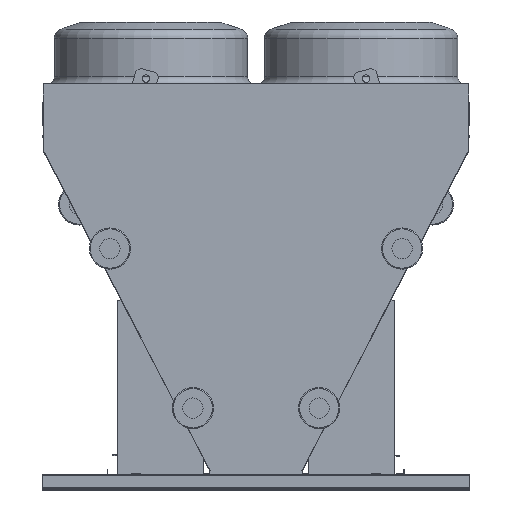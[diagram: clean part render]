
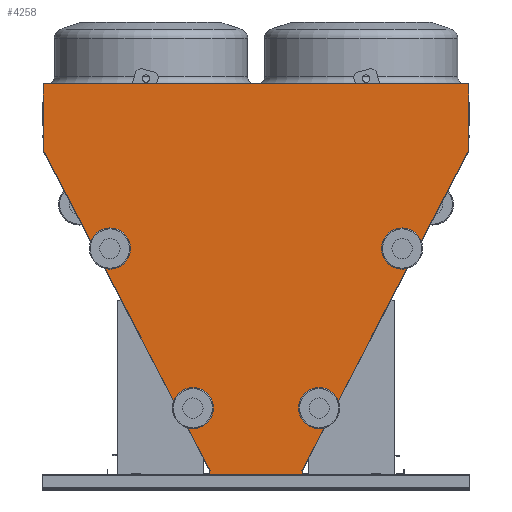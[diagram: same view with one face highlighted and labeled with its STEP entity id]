
A CAD part, top view. The second image highlights one B-rep face of the part: STEP entity #4258.
In plain terms, the highlighted planar face has unit normal (0, 0, 1).
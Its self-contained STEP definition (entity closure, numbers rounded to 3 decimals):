
#82 = EDGE_CURVE ( 'NONE', #11471, #10901, #3641, .T. ) ;
#145 = ORIENTED_EDGE ( 'NONE', *, *, #7537, .T. ) ;
#181 = LINE ( 'NONE', #1623, #9978 ) ;
#417 = LINE ( 'NONE', #747, #3148 ) ;
#538 = CARTESIAN_POINT ( 'NONE',  ( -279.893, 1.482, 0. ) ) ;
#609 = CARTESIAN_POINT ( 'NONE',  ( 279.893, 0., 0. ) ) ;
#646 = CARTESIAN_POINT ( 'NONE',  ( -245.403, 20.223, 0. ) ) ;
#649 = EDGE_CURVE ( 'NONE', #3446, #4415, #12197, .T. ) ;
#708 = VERTEX_POINT ( 'NONE', #907 ) ;
#747 = CARTESIAN_POINT ( 'NONE',  ( -279.893, 0., 0. ) ) ;
#861 = CARTESIAN_POINT ( 'NONE',  ( -1136.282, 2083.62, 0. ) ) ;
#869 = CARTESIAN_POINT ( 'NONE',  ( 245.39, 20.232, 0. ) ) ;
#907 = CARTESIAN_POINT ( 'NONE',  ( -246.893, 1.482, 0. ) ) ;
#1115 = ORIENTED_EDGE ( 'NONE', *, *, #3584, .T. ) ;
#1386 = LINE ( 'NONE', #14320, #11100 ) ;
#1425 = AXIS2_PLACEMENT_3D ( 'NONE', #13489, #2225, #11030 ) ;
#1498 = CARTESIAN_POINT ( 'NONE',  ( 246.893, 17.358, 0. ) ) ;
#1623 = CARTESIAN_POINT ( 'NONE',  ( -1127.739, 1711.053, 0. ) ) ;
#1683 = CARTESIAN_POINT ( 'NONE',  ( 1136.15, 2083.62, 0. ) ) ;
#1718 = CARTESIAN_POINT ( 'NONE',  ( -1127.739, 1711.053, 0. ) ) ;
#2033 = EDGE_CURVE ( 'NONE', #11503, #11298, #2787, .T. ) ;
#2225 = DIRECTION ( 'NONE',  ( 0., 0., -1. ) ) ;
#2266 = VERTEX_POINT ( 'NONE', #13379 ) ;
#2443 = ORIENTED_EDGE ( 'NONE', *, *, #13925, .T. ) ;
#2787 = LINE ( 'NONE', #11209, #9056 ) ;
#2812 = CARTESIAN_POINT ( 'NONE',  ( -1136.282, 2083.62, 0. ) ) ;
#3008 = ORIENTED_EDGE ( 'NONE', *, *, #8062, .T. ) ;
#3035 = VECTOR ( 'NONE', #9082, 1000. ) ;
#3148 = VECTOR ( 'NONE', #3452, 1000. ) ;
#3232 = VECTOR ( 'NONE', #4346, 1000. ) ;
#3446 = VERTEX_POINT ( 'NONE', #646 ) ;
#3452 = DIRECTION ( 'NONE',  ( 0., -1., 0. ) ) ;
#3560 = DIRECTION ( 'NONE',  ( -1., 0., 0. ) ) ;
#3584 = EDGE_CURVE ( 'NONE', #7036, #11471, #5513, .T. ) ;
#3641 = LINE ( 'NONE', #1718, #3232 ) ;
#3842 = CARTESIAN_POINT ( 'NONE',  ( 279.893, 0., 0. ) ) ;
#3862 = ORIENTED_EDGE ( 'NONE', *, *, #13612, .T. ) ;
#4098 = EDGE_CURVE ( 'NONE', #4128, #4713, #4718, .T. ) ;
#4128 = VERTEX_POINT ( 'NONE', #5781 ) ;
#4204 = EDGE_CURVE ( 'NONE', #9278, #8374, #417, .T. ) ;
#4258 = ADVANCED_FACE ( 'NONE', ( #7239 ), #9764, .F. ) ;
#4346 = DIRECTION ( 'NONE',  ( 0.462, -0.887, 0. ) ) ;
#4410 = CARTESIAN_POINT ( 'NONE',  ( 1127.607, 1711.053, 0. ) ) ;
#4415 = VERTEX_POINT ( 'NONE', #12548 ) ;
#4530 = VERTEX_POINT ( 'NONE', #15192 ) ;
#4537 = DIRECTION ( 'NONE',  ( 0., 1., 0. ) ) ;
#4685 = LINE ( 'NONE', #861, #16370 ) ;
#4712 = EDGE_CURVE ( 'NONE', #4911, #4530, #11720, .T. ) ;
#4713 = VERTEX_POINT ( 'NONE', #1683 ) ;
#4718 = LINE ( 'NONE', #8249, #14300 ) ;
#4807 = EDGE_CURVE ( 'NONE', #4713, #7036, #4685, .T. ) ;
#4911 = VERTEX_POINT ( 'NONE', #4954 ) ;
#4954 = CARTESIAN_POINT ( 'NONE',  ( 279.893, 1.482, 0. ) ) ;
#5103 = ORIENTED_EDGE ( 'NONE', *, *, #649, .T. ) ;
#5116 = EDGE_LOOP ( 'NONE', ( #1115, #7398, #15123, #9102, #5103, #145, #5464, #13674, #9089, #10412, #12731, #13651, #2443, #3008, #9143, #3862, #11101, #6871 ) ) ;
#5240 = VECTOR ( 'NONE', #8281, 1000. ) ;
#5327 = EDGE_CURVE ( 'NONE', #14998, #4911, #8571, .T. ) ;
#5333 = DIRECTION ( 'NONE',  ( -1., 0., 0. ) ) ;
#5464 = ORIENTED_EDGE ( 'NONE', *, *, #8383, .T. ) ;
#5492 = DIRECTION ( 'NONE',  ( 0.887, 0.462, 0. ) ) ;
#5513 = LINE ( 'NONE', #13560, #8456 ) ;
#5578 = DIRECTION ( 'NONE',  ( 1., 0., 0. ) ) ;
#5628 = LINE ( 'NONE', #11802, #14785 ) ;
#5781 = CARTESIAN_POINT ( 'NONE',  ( 1136.15, 1727.462, 0. ) ) ;
#5859 = EDGE_CURVE ( 'NONE', #8374, #14998, #5628, .T. ) ;
#5860 = EDGE_CURVE ( 'NONE', #4530, #14867, #1386, .T. ) ;
#5878 = CARTESIAN_POINT ( 'NONE',  ( -246.893, 17.358, 0. ) ) ;
#6871 = ORIENTED_EDGE ( 'NONE', *, *, #4807, .T. ) ;
#7036 = VERTEX_POINT ( 'NONE', #2812 ) ;
#7239 = FACE_OUTER_BOUND ( 'NONE', #5116, .T. ) ;
#7316 = CARTESIAN_POINT ( 'NONE',  ( 246.893, 17.358, 0. ) ) ;
#7398 = ORIENTED_EDGE ( 'NONE', *, *, #82, .T. ) ;
#7537 = EDGE_CURVE ( 'NONE', #4415, #708, #16260, .T. ) ;
#7801 = CARTESIAN_POINT ( 'NONE',  ( -279.893, 0., 0. ) ) ;
#8062 = EDGE_CURVE ( 'NONE', #2266, #11503, #9638, .T. ) ;
#8249 = CARTESIAN_POINT ( 'NONE',  ( 1136.15, 2083.62, 0. ) ) ;
#8271 = VECTOR ( 'NONE', #5333, 1000. ) ;
#8281 = DIRECTION ( 'NONE',  ( 0., 1., 0. ) ) ;
#8374 = VERTEX_POINT ( 'NONE', #7801 ) ;
#8383 = EDGE_CURVE ( 'NONE', #708, #9278, #8656, .T. ) ;
#8456 = VECTOR ( 'NONE', #14736, 1000. ) ;
#8468 = DIRECTION ( 'NONE',  ( 0.462, 0.887, 0. ) ) ;
#8482 = VECTOR ( 'NONE', #12170, 1000. ) ;
#8545 = CARTESIAN_POINT ( 'NONE',  ( 1126.218, 1711.776, 0. ) ) ;
#8571 = LINE ( 'NONE', #609, #5240 ) ;
#8656 = LINE ( 'NONE', #9093, #8271 ) ;
#8684 = EDGE_CURVE ( 'NONE', #13999, #3446, #14686, .T. ) ;
#9056 = VECTOR ( 'NONE', #16131, 1000. ) ;
#9082 = DIRECTION ( 'NONE',  ( -0.463, 0.886, 0. ) ) ;
#9089 = ORIENTED_EDGE ( 'NONE', *, *, #5859, .T. ) ;
#9093 = CARTESIAN_POINT ( 'NONE',  ( -279.893, 1.482, 0. ) ) ;
#9102 = ORIENTED_EDGE ( 'NONE', *, *, #8684, .T. ) ;
#9143 = ORIENTED_EDGE ( 'NONE', *, *, #2033, .T. ) ;
#9237 = VECTOR ( 'NONE', #8468, 1000. ) ;
#9278 = VERTEX_POINT ( 'NONE', #538 ) ;
#9638 = LINE ( 'NONE', #869, #9237 ) ;
#9764 = PLANE ( 'NONE',  #1425 ) ;
#9978 = VECTOR ( 'NONE', #5492, 1000. ) ;
#10079 = LINE ( 'NONE', #1498, #3035 ) ;
#10412 = ORIENTED_EDGE ( 'NONE', *, *, #5327, .T. ) ;
#10690 = VECTOR ( 'NONE', #11887, 1000. ) ;
#10901 = VERTEX_POINT ( 'NONE', #12434 ) ;
#11000 = VECTOR ( 'NONE', #13418, 1000. ) ;
#11030 = DIRECTION ( 'NONE',  ( -1., 0., 0. ) ) ;
#11100 = VECTOR ( 'NONE', #15533, 1000. ) ;
#11101 = ORIENTED_EDGE ( 'NONE', *, *, #4098, .T. ) ;
#11195 = DIRECTION ( 'NONE',  ( 0., -1., 0. ) ) ;
#11207 = EDGE_CURVE ( 'NONE', #10901, #13999, #181, .T. ) ;
#11209 = CARTESIAN_POINT ( 'NONE',  ( 1127.607, 1711.053, 0. ) ) ;
#11298 = VERTEX_POINT ( 'NONE', #11939 ) ;
#11471 = VERTEX_POINT ( 'NONE', #12263 ) ;
#11503 = VERTEX_POINT ( 'NONE', #8545 ) ;
#11720 = LINE ( 'NONE', #14298, #14637 ) ;
#11802 = CARTESIAN_POINT ( 'NONE',  ( 279.893, 0., 0. ) ) ;
#11887 = DIRECTION ( 'NONE',  ( 0.462, 0.887, 0. ) ) ;
#11939 = CARTESIAN_POINT ( 'NONE',  ( 1127.607, 1711.053, 0. ) ) ;
#12165 = CARTESIAN_POINT ( 'NONE',  ( -245.403, 20.223, 0. ) ) ;
#12170 = DIRECTION ( 'NONE',  ( -0.461, -0.887, 0. ) ) ;
#12197 = LINE ( 'NONE', #5878, #8482 ) ;
#12263 = CARTESIAN_POINT ( 'NONE',  ( -1136.282, 1727.462, 0. ) ) ;
#12434 = CARTESIAN_POINT ( 'NONE',  ( -1127.739, 1711.053, 0. ) ) ;
#12548 = CARTESIAN_POINT ( 'NONE',  ( -246.893, 17.358, 0. ) ) ;
#12731 = ORIENTED_EDGE ( 'NONE', *, *, #4712, .T. ) ;
#12976 = VECTOR ( 'NONE', #11195, 1000. ) ;
#13040 = DIRECTION ( 'NONE',  ( -1., 0., 0. ) ) ;
#13379 = CARTESIAN_POINT ( 'NONE',  ( 245.39, 20.232, 0. ) ) ;
#13418 = DIRECTION ( 'NONE',  ( 0.462, -0.887, 0. ) ) ;
#13489 = CARTESIAN_POINT ( 'NONE',  ( 0., 0., 0. ) ) ;
#13560 = CARTESIAN_POINT ( 'NONE',  ( -1136.282, 1727.462, 0. ) ) ;
#13612 = EDGE_CURVE ( 'NONE', #11298, #4128, #13997, .T. ) ;
#13651 = ORIENTED_EDGE ( 'NONE', *, *, #5860, .T. ) ;
#13674 = ORIENTED_EDGE ( 'NONE', *, *, #4204, .T. ) ;
#13706 = CARTESIAN_POINT ( 'NONE',  ( -246.893, 17.358, 0. ) ) ;
#13925 = EDGE_CURVE ( 'NONE', #14867, #2266, #10079, .T. ) ;
#13997 = LINE ( 'NONE', #4410, #10690 ) ;
#13999 = VERTEX_POINT ( 'NONE', #14236 ) ;
#14236 = CARTESIAN_POINT ( 'NONE',  ( -1126.246, 1711.83, 0. ) ) ;
#14298 = CARTESIAN_POINT ( 'NONE',  ( 279.893, 1.482, 0. ) ) ;
#14300 = VECTOR ( 'NONE', #4537, 1000. ) ;
#14320 = CARTESIAN_POINT ( 'NONE',  ( 246.893, 17.358, 0. ) ) ;
#14637 = VECTOR ( 'NONE', #13040, 1000. ) ;
#14686 = LINE ( 'NONE', #12165, #11000 ) ;
#14736 = DIRECTION ( 'NONE',  ( 0., -1., 0. ) ) ;
#14785 = VECTOR ( 'NONE', #5578, 1000. ) ;
#14867 = VERTEX_POINT ( 'NONE', #7316 ) ;
#14998 = VERTEX_POINT ( 'NONE', #3842 ) ;
#15123 = ORIENTED_EDGE ( 'NONE', *, *, #11207, .T. ) ;
#15192 = CARTESIAN_POINT ( 'NONE',  ( 246.893, 1.482, 0. ) ) ;
#15533 = DIRECTION ( 'NONE',  ( 0., 1., 0. ) ) ;
#16131 = DIRECTION ( 'NONE',  ( 0.887, -0.462, 0. ) ) ;
#16260 = LINE ( 'NONE', #13706, #12976 ) ;
#16370 = VECTOR ( 'NONE', #3560, 1000. ) ;
